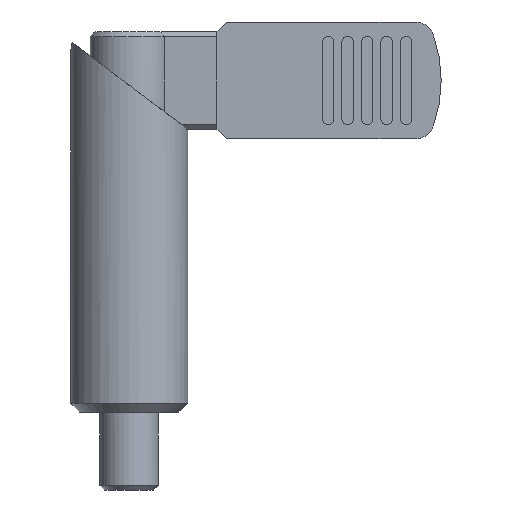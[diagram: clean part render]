
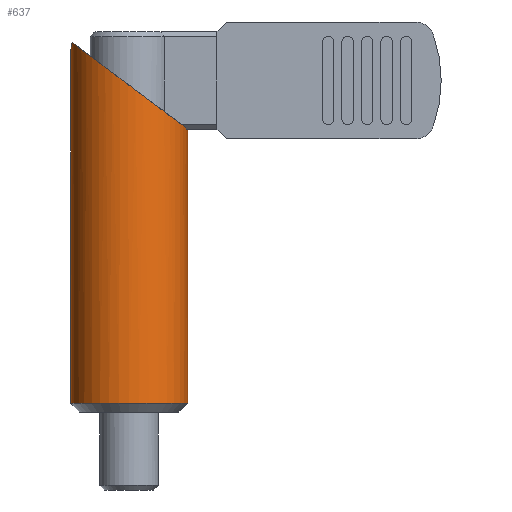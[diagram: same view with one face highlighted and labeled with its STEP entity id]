
A CAD part, front view. The second image highlights one B-rep face of the part: STEP entity #637.
In plain terms, the highlighted cylindrical face has radius 6 mm (diameter 12 mm), a partial arc.
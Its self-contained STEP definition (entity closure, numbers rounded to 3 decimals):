
#531=VERTEX_POINT('',#1524);
#637=ADVANCED_FACE('',(#1649),#1650,.T.);
#689=VERTEX_POINT('',#1715);
#727=VERTEX_POINT('',#1757);
#745=EDGE_CURVE('',#689,#531,#1776,.T.);
#829=VERTEX_POINT('',#1873);
#975=EDGE_CURVE('',#1019,#727,#2032,.T.);
#1019=VERTEX_POINT('',#2078);
#1107=EDGE_CURVE('',#689,#829,#2179,.T.);
#1307=EDGE_CURVE('',#1019,#531,#2394,.T.);
#1339=EDGE_CURVE('',#829,#727,#2429,.T.);
#1524=CARTESIAN_POINT('',(6.0,0.,0.9));
#1649=FACE_OUTER_BOUND('',#2787,.T.);
#1650=CYLINDRICAL_SURFACE('',#2788,6.0);
#1715=CARTESIAN_POINT('',(6.0,0.,29.0));
#1757=CARTESIAN_POINT('',(-6.,0.,37.138));
#1776=LINE('',#2952,#2953);
#1873=CARTESIAN_POINT('',(-5.871,-1.236,37.904));
#2032=LINE('',#3293,#3294);
#2078=CARTESIAN_POINT('',(-6.0,0.,0.9));
#2179=ELLIPSE('',#3496,7.5,6.0);
#2394=CIRCLE('',#3793,6.0);
#2429=B_SPLINE_CURVE_WITH_KNOTS('',3,(#3844,#3845,#3846,#3847,#3848,#3849,#3850,#3851),.UNSPECIFIED.,.F.,.F.,(4,2,2,4),(0.61,1.044,1.566,2.087),.UNSPECIFIED.);
#2787=EDGE_LOOP('',(#4283,#4284,#4285,#4286,#4287));
#2788=AXIS2_PLACEMENT_3D('',#4288,#4289,#4290);
#2952=CARTESIAN_POINT('',(6.0,0.,19.45));
#2953=VECTOR('',#4443,1.0);
#3293=CARTESIAN_POINT('',(-6.0,0.,19.45));
#3294=VECTOR('',#4744,1.0);
#3496=AXIS2_PLACEMENT_3D('',#4926,#4927,#4928);
#3793=AXIS2_PLACEMENT_3D('',#5132,#5133,#5134);
#3844=CARTESIAN_POINT('',(-5.871,-1.236,37.904));
#3845=CARTESIAN_POINT('',(-5.886,-1.168,37.767));
#3846=CARTESIAN_POINT('',(-5.903,-1.077,37.643));
#3847=CARTESIAN_POINT('',(-5.94,-0.854,37.42));
#3848=CARTESIAN_POINT('',(-5.962,-0.699,37.313));
#3849=CARTESIAN_POINT('',(-5.992,-0.359,37.172));
#3850=CARTESIAN_POINT('',(-6.,-0.174,37.138));
#3851=CARTESIAN_POINT('',(-6.,0.,37.138));
#4283=ORIENTED_EDGE('',*,*,#975,.F.);
#4284=ORIENTED_EDGE('',*,*,#1307,.T.);
#4285=ORIENTED_EDGE('',*,*,#745,.F.);
#4286=ORIENTED_EDGE('',*,*,#1107,.T.);
#4287=ORIENTED_EDGE('',*,*,#1339,.T.);
#4288=CARTESIAN_POINT('',(0.,0.,19.45));
#4289=DIRECTION('',(0.,0.,-1.0));
#4290=DIRECTION('',(-1.0,0.,0.));
#4443=DIRECTION('',(0.,0.,-1.0));
#4744=DIRECTION('',(0.,0.,1.0));
#4926=CARTESIAN_POINT('',(0.,0.,33.5));
#4927=DIRECTION('',(-0.6,0.,-0.8));
#4928=DIRECTION('',(-0.8,0.,0.6));
#5132=CARTESIAN_POINT('',(0.,0.,0.9));
#5133=DIRECTION('',(0.,0.,1.0));
#5134=DIRECTION('',(-1.0,0.,0.));
